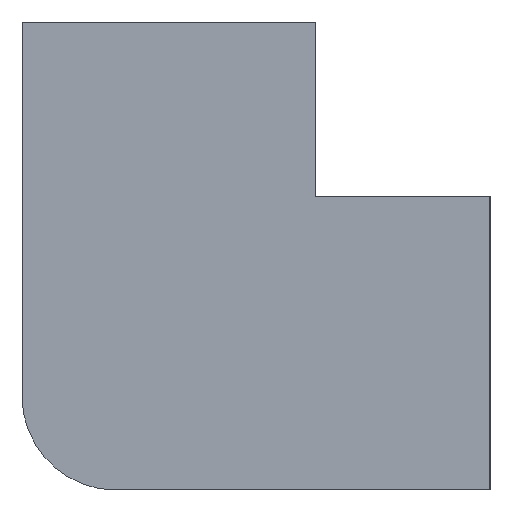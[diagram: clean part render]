
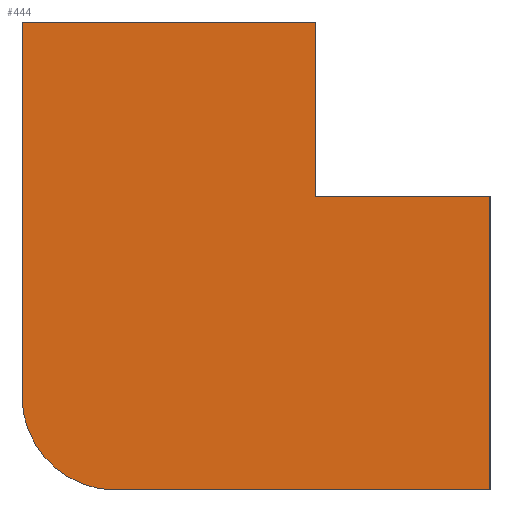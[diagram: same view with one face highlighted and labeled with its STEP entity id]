
A CAD part, left-side view. The second image highlights one B-rep face of the part: STEP entity #444.
In plain terms, the highlighted planar face has unit normal (-1, 0, 0).
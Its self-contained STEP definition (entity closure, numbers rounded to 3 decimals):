
#16 = DIRECTION ( 'NONE',  ( 0., 1., 0. ) ) ;
#17 = CARTESIAN_POINT ( 'NONE',  ( -67.45, 30., -50. ) ) ;
#22 = DIRECTION ( 'NONE',  ( 0., -1., 0. ) ) ;
#27 = DIRECTION ( 'NONE',  ( 0., 0., -1. ) ) ;
#28 = CARTESIAN_POINT ( 'NONE',  ( -67.45, -12.7, 50. ) ) ;
#42 = CARTESIAN_POINT ( 'NONE',  ( -67.45, -50., 12.7 ) ) ;
#43 = CARTESIAN_POINT ( 'NONE',  ( -67.45, 50., 50. ) ) ;
#47 = DIRECTION ( 'NONE',  ( 0., -1., 0. ) ) ;
#52 = DIRECTION ( 'NONE',  ( 0., 0., -1. ) ) ;
#54 = DIRECTION ( 'NONE',  ( 1., 0., 0. ) ) ;
#55 = CARTESIAN_POINT ( 'NONE',  ( -67.45, 30., -30. ) ) ;
#85 = CARTESIAN_POINT ( 'NONE',  ( -67.45, -50., -50. ) ) ;
#120 = DIRECTION ( 'NONE',  ( 0., 0., -1. ) ) ;
#122 = CARTESIAN_POINT ( 'NONE',  ( -67.45, -50., 12.7 ) ) ;
#141 = CARTESIAN_POINT ( 'NONE',  ( -67.45, -50., 12.7 ) ) ;
#143 = AXIS2_PLACEMENT_3D ( 'NONE', #55, #54, #52 ) ;
#148 = AXIS2_PLACEMENT_3D ( 'NONE', #175, #165, #160 ) ;
#156 = CARTESIAN_POINT ( 'NONE',  ( -67.45, 30., -50. ) ) ;
#157 = CARTESIAN_POINT ( 'NONE',  ( -67.45, -12.7, 12.7 ) ) ;
#160 = DIRECTION ( 'NONE',  ( 0., 0., -1. ) ) ;
#165 = DIRECTION ( 'NONE',  ( 1., 0., 0. ) ) ;
#167 = PLANE ( 'NONE',  #148 ) ;
#171 = CARTESIAN_POINT ( 'NONE',  ( -67.45, 50., 50. ) ) ;
#172 = DIRECTION ( 'NONE',  ( 0., 0., 1. ) ) ;
#175 = CARTESIAN_POINT ( 'NONE',  ( -67.45, 30., -30. ) ) ;
#176 = CARTESIAN_POINT ( 'NONE',  ( -67.45, -12.7, 50. ) ) ;
#183 = CARTESIAN_POINT ( 'NONE',  ( -67.45, 50., -30. ) ) ;
#185 = CARTESIAN_POINT ( 'NONE',  ( -67.45, 50., 50. ) ) ;
#212 = VECTOR ( 'NONE', #16, 1000. ) ;
#243 = VECTOR ( 'NONE', #47, 1000. ) ;
#245 = LINE ( 'NONE', #17, #212 ) ;
#246 = VECTOR ( 'NONE', #22, 1000. ) ;
#251 = LINE ( 'NONE', #43, #243 ) ;
#258 = CIRCLE ( 'NONE', #143, 20. ) ;
#284 = VECTOR ( 'NONE', #120, 1000. ) ;
#289 = LINE ( 'NONE', #122, #284 ) ;
#302 = VECTOR ( 'NONE', #172, 1000. ) ;
#304 = FACE_OUTER_BOUND ( 'NONE', #410, .T. ) ;
#309 = LINE ( 'NONE', #185, #302 ) ;
#337 = VECTOR ( 'NONE', #27, 1000. ) ;
#341 = LINE ( 'NONE', #28, #337 ) ;
#342 = LINE ( 'NONE', #42, #246 ) ;
#410 = EDGE_LOOP ( 'NONE', ( #508, #507, #506, #505, #503, #497, #490 ) ) ;
#421 = VERTEX_POINT ( 'NONE', #183 ) ;
#431 = EDGE_CURVE ( 'NONE', #421, #434, #309, .T. ) ;
#434 = VERTEX_POINT ( 'NONE', #171 ) ;
#438 = VERTEX_POINT ( 'NONE', #176 ) ;
#444 = ADVANCED_FACE ( 'NONE', ( #304 ), #167, .F. ) ;
#446 = VERTEX_POINT ( 'NONE', #157 ) ;
#449 = VERTEX_POINT ( 'NONE', #156 ) ;
#457 = VERTEX_POINT ( 'NONE', #141 ) ;
#471 = EDGE_CURVE ( 'NONE', #457, #492, #289, .T. ) ;
#490 = ORIENTED_EDGE ( 'NONE', *, *, #536, .F. ) ;
#492 = VERTEX_POINT ( 'NONE', #85 ) ;
#497 = ORIENTED_EDGE ( 'NONE', *, *, #516, .F. ) ;
#503 = ORIENTED_EDGE ( 'NONE', *, *, #431, .F. ) ;
#505 = ORIENTED_EDGE ( 'NONE', *, *, #529, .F. ) ;
#506 = ORIENTED_EDGE ( 'NONE', *, *, #532, .F. ) ;
#507 = ORIENTED_EDGE ( 'NONE', *, *, #535, .F. ) ;
#508 = ORIENTED_EDGE ( 'NONE', *, *, #471, .F. ) ;
#516 = EDGE_CURVE ( 'NONE', #449, #421, #258, .T. ) ;
#529 = EDGE_CURVE ( 'NONE', #434, #438, #251, .T. ) ;
#532 = EDGE_CURVE ( 'NONE', #438, #446, #341, .T. ) ;
#535 = EDGE_CURVE ( 'NONE', #446, #457, #342, .T. ) ;
#536 = EDGE_CURVE ( 'NONE', #492, #449, #245, .T. ) ;
